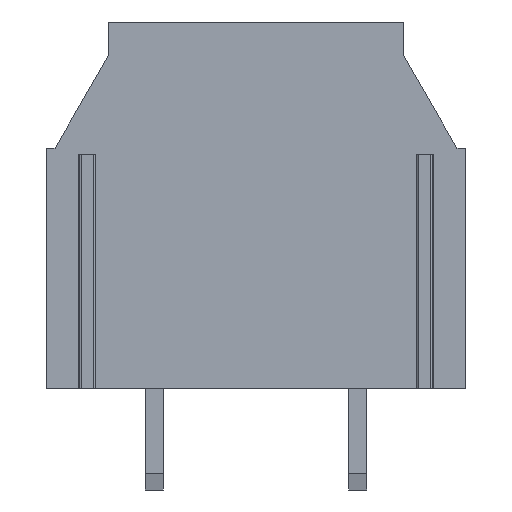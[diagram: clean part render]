
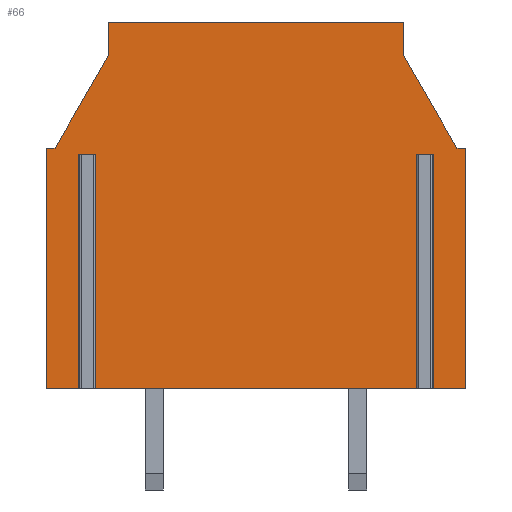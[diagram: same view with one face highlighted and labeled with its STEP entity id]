
A CAD part, left-side view. The second image highlights one B-rep face of the part: STEP entity #66.
In plain terms, the highlighted planar face has unit normal (-1, 0, 0).
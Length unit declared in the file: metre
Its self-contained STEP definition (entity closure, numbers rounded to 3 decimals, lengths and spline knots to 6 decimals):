
#66 = ADVANCED_FACE( '', ( #702 ), #703, .T. );
#702 = FACE_OUTER_BOUND( '', #2029, .T. );
#703 = PLANE( '', #2030 );
#2029 = EDGE_LOOP( '', ( #3714, #3715, #3716, #3717, #3718, #3719, #3720, #3721, #3722, #3723, #3724, #3725, #3726, #3727, #3728, #3729, #3730, #3731 ) );
#2030 = AXIS2_PLACEMENT_3D( '', #3732, #3733, #3734 );
#3714 = ORIENTED_EDGE( '', *, *, #8645, .T. );
#3715 = ORIENTED_EDGE( '', *, *, #8877, .T. );
#3716 = ORIENTED_EDGE( '', *, *, #8878, .T. );
#3717 = ORIENTED_EDGE( '', *, *, #8840, .T. );
#3718 = ORIENTED_EDGE( '', *, *, #8879, .T. );
#3719 = ORIENTED_EDGE( '', *, *, #8880, .T. );
#3720 = ORIENTED_EDGE( '', *, *, #8881, .T. );
#3721 = ORIENTED_EDGE( '', *, *, #8882, .T. );
#3722 = ORIENTED_EDGE( '', *, *, #8883, .T. );
#3723 = ORIENTED_EDGE( '', *, *, #8884, .T. );
#3724 = ORIENTED_EDGE( '', *, *, #8665, .T. );
#3725 = ORIENTED_EDGE( '', *, *, #8885, .F. );
#3726 = ORIENTED_EDGE( '', *, *, #8886, .T. );
#3727 = ORIENTED_EDGE( '', *, *, #8887, .T. );
#3728 = ORIENTED_EDGE( '', *, *, #8655, .T. );
#3729 = ORIENTED_EDGE( '', *, *, #8888, .F. );
#3730 = ORIENTED_EDGE( '', *, *, #8889, .F. );
#3731 = ORIENTED_EDGE( '', *, *, #8890, .T. );
#3732 = CARTESIAN_POINT( '', ( -0.026253, -0.00725, 0.018 ) );
#3733 = DIRECTION( '', ( -1., 0., 0. ) );
#3734 = DIRECTION( '', ( 0., -1., 0. ) );
#8645 = EDGE_CURVE( '', #10168, #10166, #10169, .T. );
#8655 = EDGE_CURVE( '', #10188, #10186, #10189, .T. );
#8665 = EDGE_CURVE( '', #10208, #10206, #10209, .T. );
#8840 = EDGE_CURVE( '', #10550, #10551, #10552, .T. );
#8877 = EDGE_CURVE( '', #10166, #10619, #10620, .T. );
#8878 = EDGE_CURVE( '', #10619, #10550, #10621, .T. );
#8879 = EDGE_CURVE( '', #10551, #10622, #10623, .T. );
#8880 = EDGE_CURVE( '', #10622, #10624, #10625, .T. );
#8881 = EDGE_CURVE( '', #10624, #10626, #10627, .T. );
#8882 = EDGE_CURVE( '', #10626, #10628, #10629, .T. );
#8883 = EDGE_CURVE( '', #10628, #10630, #10631, .T. );
#8884 = EDGE_CURVE( '', #10630, #10208, #10632, .T. );
#8885 = EDGE_CURVE( '', #10633, #10206, #10634, .T. );
#8886 = EDGE_CURVE( '', #10633, #10635, #10636, .T. );
#8887 = EDGE_CURVE( '', #10635, #10188, #10637, .T. );
#8888 = EDGE_CURVE( '', #10638, #10186, #10639, .T. );
#8889 = EDGE_CURVE( '', #10640, #10638, #10641, .T. );
#8890 = EDGE_CURVE( '', #10640, #10168, #10642, .T. );
#10166 = VERTEX_POINT( '', #12721 );
#10168 = VERTEX_POINT( '', #12724 );
#10169 = LINE( '', #12725, #12726 );
#10186 = VERTEX_POINT( '', #12747 );
#10188 = VERTEX_POINT( '', #12750 );
#10189 = LINE( '', #12751, #12752 );
#10206 = VERTEX_POINT( '', #12773 );
#10208 = VERTEX_POINT( '', #12776 );
#10209 = LINE( '', #12777, #12778 );
#10550 = VERTEX_POINT( '', #13309 );
#10551 = VERTEX_POINT( '', #13310 );
#10552 = LINE( '', #13311, #13312 );
#10619 = VERTEX_POINT( '', #13415 );
#10620 = LINE( '', #13416, #13417 );
#10621 = LINE( '', #13418, #13419 );
#10622 = VERTEX_POINT( '', #13420 );
#10623 = LINE( '', #13421, #13422 );
#10624 = VERTEX_POINT( '', #13423 );
#10625 = LINE( '', #13424, #13425 );
#10626 = VERTEX_POINT( '', #13426 );
#10627 = LINE( '', #13427, #13428 );
#10628 = VERTEX_POINT( '', #13429 );
#10629 = LINE( '', #13430, #13431 );
#10630 = VERTEX_POINT( '', #13432 );
#10631 = LINE( '', #13433, #13434 );
#10632 = LINE( '', #13435, #13436 );
#10633 = VERTEX_POINT( '', #13437 );
#10634 = LINE( '', #13438, #13439 );
#10635 = VERTEX_POINT( '', #13440 );
#10636 = LINE( '', #13441, #13442 );
#10637 = LINE( '', #13443, #13444 );
#10638 = VERTEX_POINT( '', #13445 );
#10639 = LINE( '', #13446, #13447 );
#10640 = VERTEX_POINT( '', #13448 );
#10641 = LINE( '', #13449, #13450 );
#10642 = LINE( '', #13451, #13452 );
#12721 = CARTESIAN_POINT( '', ( -0.026253, -0.0103, 0. ) );
#12724 = CARTESIAN_POINT( '', ( -0.026253, -0.008617, 0. ) );
#12725 = CARTESIAN_POINT( '', ( -0.026253, -0.0103, 0. ) );
#12726 = VECTOR( '', #16773, 1. );
#12747 = CARTESIAN_POINT( '', ( -0.026253, -0.007983, 0. ) );
#12750 = CARTESIAN_POINT( '', ( -0.026253, 0.007983, 0. ) );
#12751 = CARTESIAN_POINT( '', ( -0.026253, -0.0103, 0. ) );
#12752 = VECTOR( '', #16791, 1. );
#12773 = CARTESIAN_POINT( '', ( -0.026253, 0.008617, 0. ) );
#12776 = CARTESIAN_POINT( '', ( -0.026253, 0.0103, 0. ) );
#12777 = CARTESIAN_POINT( '', ( -0.026253, -0.0103, 0. ) );
#12778 = VECTOR( '', #16809, 1. );
#13309 = CARTESIAN_POINT( '', ( -0.026253, -0.009877, 0.0118 ) );
#13310 = CARTESIAN_POINT( '', ( -0.026253, -0.00725, 0.01635 ) );
#13311 = CARTESIAN_POINT( '', ( -0.026253, -0.009877, 0.0118 ) );
#13312 = VECTOR( '', #17016, 1. );
#13415 = CARTESIAN_POINT( '', ( -0.026253, -0.0103, 0.0118 ) );
#13416 = CARTESIAN_POINT( '', ( -0.026253, -0.0103, 0.0118 ) );
#13417 = VECTOR( '', #17053, 1. );
#13418 = CARTESIAN_POINT( '', ( -0.026253, -0.0103, 0.0118 ) );
#13419 = VECTOR( '', #17054, 1. );
#13420 = CARTESIAN_POINT( '', ( -0.026253, -0.00725, 0.018 ) );
#13421 = CARTESIAN_POINT( '', ( -0.026253, -0.00725, 0.01635 ) );
#13422 = VECTOR( '', #17055, 1. );
#13423 = CARTESIAN_POINT( '', ( -0.026253, 0.00725, 0.018 ) );
#13424 = CARTESIAN_POINT( '', ( -0.026253, -0.00725, 0.018 ) );
#13425 = VECTOR( '', #17056, 1. );
#13426 = CARTESIAN_POINT( '', ( -0.026253, 0.00725, 0.01635 ) );
#13427 = CARTESIAN_POINT( '', ( -0.026253, 0.00725, 0.01635 ) );
#13428 = VECTOR( '', #17057, 1. );
#13429 = CARTESIAN_POINT( '', ( -0.026253, 0.009877, 0.0118 ) );
#13430 = CARTESIAN_POINT( '', ( -0.026253, 0.009877, 0.0118 ) );
#13431 = VECTOR( '', #17058, 1. );
#13432 = CARTESIAN_POINT( '', ( -0.026253, 0.0103, 0.0118 ) );
#13433 = CARTESIAN_POINT( '', ( -0.026253, 0.0103, 0.0118 ) );
#13434 = VECTOR( '', #17059, 1. );
#13435 = CARTESIAN_POINT( '', ( -0.026253, 0.0103, 0.0118 ) );
#13436 = VECTOR( '', #17060, 1. );
#13437 = CARTESIAN_POINT( '', ( -0.026253, 0.008617, 0.0115 ) );
#13438 = CARTESIAN_POINT( '', ( -0.026253, 0.008617, 0.0115 ) );
#13439 = VECTOR( '', #17061, 1. );
#13440 = CARTESIAN_POINT( '', ( -0.026253, 0.007983, 0.0115 ) );
#13441 = CARTESIAN_POINT( '', ( -0.026253, 0.008617, 0.0115 ) );
#13442 = VECTOR( '', #17062, 1. );
#13443 = CARTESIAN_POINT( '', ( -0.026253, 0.007983, 0.0115 ) );
#13444 = VECTOR( '', #17063, 1. );
#13445 = CARTESIAN_POINT( '', ( -0.026253, -0.007983, 0.0115 ) );
#13446 = CARTESIAN_POINT( '', ( -0.026253, -0.007983, 0.0115 ) );
#13447 = VECTOR( '', #17064, 1. );
#13448 = CARTESIAN_POINT( '', ( -0.026253, -0.008617, 0.0115 ) );
#13449 = CARTESIAN_POINT( '', ( -0.026253, -0.008617, 0.0115 ) );
#13450 = VECTOR( '', #17065, 1. );
#13451 = CARTESIAN_POINT( '', ( -0.026253, -0.008617, 0.0115 ) );
#13452 = VECTOR( '', #17066, 1. );
#16773 = DIRECTION( '', ( 0., -1., 0. ) );
#16791 = DIRECTION( '', ( 0., -1., 0. ) );
#16809 = DIRECTION( '', ( 0., -1., 0. ) );
#17016 = DIRECTION( '', ( 0., 0.5, 0.866 ) );
#17053 = DIRECTION( '', ( 0., 0., 1. ) );
#17054 = DIRECTION( '', ( 0., 1., 0. ) );
#17055 = DIRECTION( '', ( 0., 0., 1. ) );
#17056 = DIRECTION( '', ( 0., 1., 0. ) );
#17057 = DIRECTION( '', ( 0., 0., -1. ) );
#17058 = DIRECTION( '', ( 0., 0.5, -0.866 ) );
#17059 = DIRECTION( '', ( 0., 1., 0. ) );
#17060 = DIRECTION( '', ( 0., 0., -1. ) );
#17061 = DIRECTION( '', ( 0., 0., -1. ) );
#17062 = DIRECTION( '', ( 0., -1., 0. ) );
#17063 = DIRECTION( '', ( 0., 0., -1. ) );
#17064 = DIRECTION( '', ( 0., 0., -1. ) );
#17065 = DIRECTION( '', ( 0., 1., 0. ) );
#17066 = DIRECTION( '', ( 0., 0., -1. ) );
